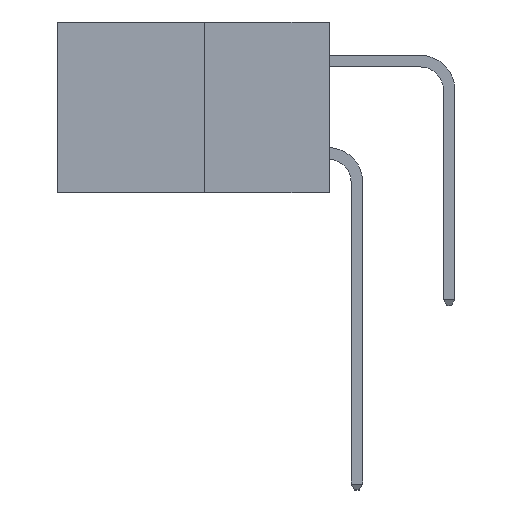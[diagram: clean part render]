
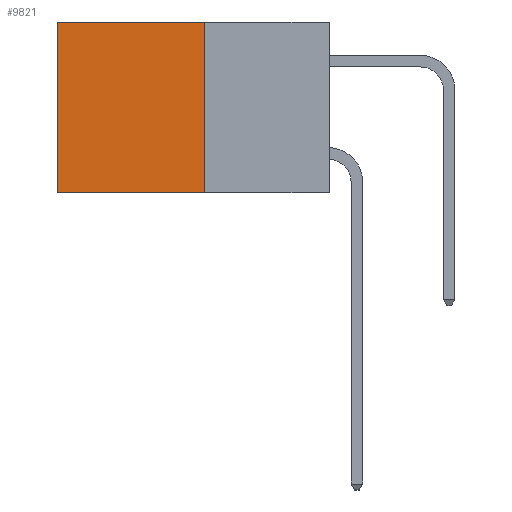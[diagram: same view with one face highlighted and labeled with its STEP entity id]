
A CAD part, left-side view. The second image highlights one B-rep face of the part: STEP entity #9821.
In plain terms, the highlighted planar face has unit normal (-1, 0, 0).
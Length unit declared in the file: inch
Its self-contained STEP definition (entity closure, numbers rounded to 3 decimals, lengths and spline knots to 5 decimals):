
#633 = VERTEX_POINT ( 'NONE', #10232 ) ;
#1547 = CARTESIAN_POINT ( 'NONE',  ( 0.277, 0.27, -0.37 ) ) ;
#2832 = PLANE ( 'NONE',  #5695 ) ;
#3168 = FACE_OUTER_BOUND ( 'NONE', #11254, .T. ) ;
#4291 = DIRECTION ( 'NONE',  ( 0., 1., 0. ) ) ;
#4843 = ORIENTED_EDGE ( 'NONE', *, *, #9038, .T. ) ;
#5550 = VECTOR ( 'NONE', #4291, 39.37008 ) ;
#5695 = AXIS2_PLACEMENT_3D ( 'NONE', #14466, #16138, #6164 ) ;
#5836 = EDGE_CURVE ( 'NONE', #18684, #633, #10032, .T. ) ;
#6164 = DIRECTION ( 'NONE',  ( 0., 0., -1. ) ) ;
#6634 = VECTOR ( 'NONE', #13175, 39.37008 ) ;
#6861 = EDGE_CURVE ( 'NONE', #633, #11153, #16017, .T. ) ;
#7292 = DIRECTION ( 'NONE',  ( 0., 0., -1. ) ) ;
#7336 = EDGE_CURVE ( 'NONE', #12374, #11153, #20165, .T. ) ;
#7928 = CARTESIAN_POINT ( 'NONE',  ( 0.277, 0.59, 0. ) ) ;
#8974 = CARTESIAN_POINT ( 'NONE',  ( 0.277, 0.27, -0.37 ) ) ;
#9038 = EDGE_CURVE ( 'NONE', #18684, #12374, #9951, .T. ) ;
#9580 = CARTESIAN_POINT ( 'NONE',  ( 0.277, 0.59, -0.37 ) ) ;
#9821 = ADVANCED_FACE ( 'NONE', ( #3168 ), #2832, .F. ) ;
#9902 = ORIENTED_EDGE ( 'NONE', *, *, #6861, .F. ) ;
#9951 = LINE ( 'NONE', #19170, #5550 ) ;
#10032 = LINE ( 'NONE', #8974, #13951 ) ;
#10232 = CARTESIAN_POINT ( 'NONE',  ( 0.277, 0.27, -0.37 ) ) ;
#10281 = CARTESIAN_POINT ( 'NONE',  ( 0.277, 0.27, 0. ) ) ;
#11153 = VERTEX_POINT ( 'NONE', #21251 ) ;
#11254 = EDGE_LOOP ( 'NONE', ( #16198, #9902, #14034, #4843 ) ) ;
#11335 = VECTOR ( 'NONE', #19526, 39.37008 ) ;
#12374 = VERTEX_POINT ( 'NONE', #7928 ) ;
#13175 = DIRECTION ( 'NONE',  ( 0., 1., 0. ) ) ;
#13951 = VECTOR ( 'NONE', #7292, 39.37008 ) ;
#14034 = ORIENTED_EDGE ( 'NONE', *, *, #5836, .F. ) ;
#14466 = CARTESIAN_POINT ( 'NONE',  ( 0.277, 0.27, -0.37 ) ) ;
#16017 = LINE ( 'NONE', #1547, #6634 ) ;
#16138 = DIRECTION ( 'NONE',  ( 1., 0., 0. ) ) ;
#16198 = ORIENTED_EDGE ( 'NONE', *, *, #7336, .T. ) ;
#18684 = VERTEX_POINT ( 'NONE', #10281 ) ;
#19170 = CARTESIAN_POINT ( 'NONE',  ( 0.277, 0.27, 0. ) ) ;
#19526 = DIRECTION ( 'NONE',  ( 0., 0., -1. ) ) ;
#20165 = LINE ( 'NONE', #9580, #11335 ) ;
#21251 = CARTESIAN_POINT ( 'NONE',  ( 0.277, 0.59, -0.37 ) ) ;
